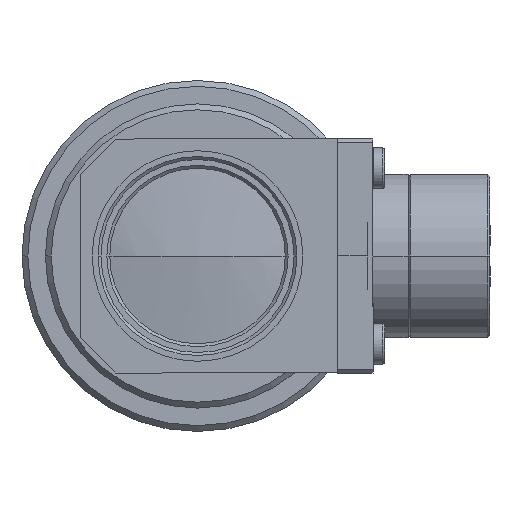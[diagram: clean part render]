
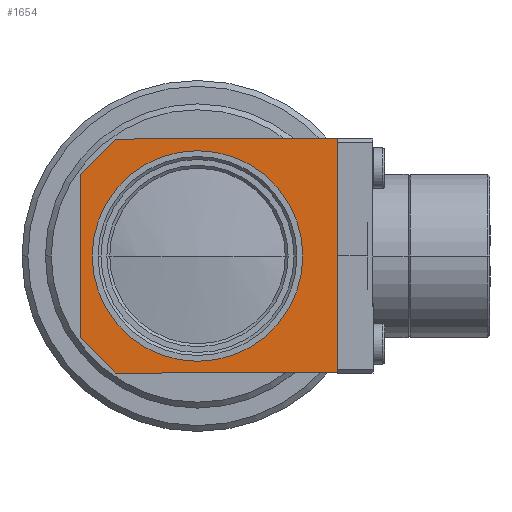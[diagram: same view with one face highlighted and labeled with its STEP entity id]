
A CAD part, left-side view. The second image highlights one B-rep face of the part: STEP entity #1654.
In plain terms, the highlighted planar face has unit normal (-1, 0, 0).
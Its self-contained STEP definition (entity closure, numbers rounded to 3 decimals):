
#481 = CIRCLE ( 'NONE', #1154, 9. ) ;
#502 = LINE ( 'NONE', #3381, #4109 ) ;
#603 = CARTESIAN_POINT ( 'NONE',  ( -83.4, -9., 0. ) ) ;
#626 = EDGE_CURVE ( 'NONE', #4163, #3361, #1305, .T. ) ;
#793 = CARTESIAN_POINT ( 'NONE',  ( -83.4, 7., 10. ) ) ;
#995 = DIRECTION ( 'NONE',  ( 0., -0.707, -0.707 ) ) ;
#1154 = AXIS2_PLACEMENT_3D ( 'NONE', #3414, #1306, #3777 ) ;
#1243 = CARTESIAN_POINT ( 'NONE',  ( -83.4, 10., -7. ) ) ;
#1255 = CARTESIAN_POINT ( 'NONE',  ( -83.4, 10., 7. ) ) ;
#1305 = LINE ( 'NONE', #1808, #3287 ) ;
#1306 = DIRECTION ( 'NONE',  ( 1., 0., 0. ) ) ;
#1354 = VECTOR ( 'NONE', #2551, 1000. ) ;
#1543 = DIRECTION ( 'NONE',  ( 0., 0., 1. ) ) ;
#1639 = CARTESIAN_POINT ( 'NONE',  ( -83.4, 7., -10. ) ) ;
#1645 = FACE_BOUND ( 'NONE', #3789, .T. ) ;
#1654 = ADVANCED_FACE ( 'NONE', ( #1645, #3756 ), #2941, .F. ) ;
#1705 = CARTESIAN_POINT ( 'NONE',  ( -83.4, -12., -10. ) ) ;
#1806 = VECTOR ( 'NONE', #2867, 1000. ) ;
#1808 = CARTESIAN_POINT ( 'NONE',  ( -83.4, -12., 0. ) ) ;
#1835 = AXIS2_PLACEMENT_3D ( 'NONE', #3966, #1867, #4322 ) ;
#1854 = VERTEX_POINT ( 'NONE', #1255 ) ;
#1859 = CARTESIAN_POINT ( 'NONE',  ( -83.4, 0., -10. ) ) ;
#1867 = DIRECTION ( 'NONE',  ( 1., 0., 0. ) ) ;
#1896 = CARTESIAN_POINT ( 'NONE',  ( -83.4, 0., 0. ) ) ;
#1904 = LINE ( 'NONE', #1859, #3665 ) ;
#1938 = VERTEX_POINT ( 'NONE', #1639 ) ;
#2039 = EDGE_LOOP ( 'NONE', ( #4108, #2254, #3256, #3523, #3231, #2191 ) ) ;
#2060 = LINE ( 'NONE', #2198, #1354 ) ;
#2104 = EDGE_CURVE ( 'NONE', #3567, #3886, #3597, .T. ) ;
#2112 = CARTESIAN_POINT ( 'NONE',  ( -83.4, -12., 10. ) ) ;
#2191 = ORIENTED_EDGE ( 'NONE', *, *, #3615, .T. ) ;
#2198 = CARTESIAN_POINT ( 'NONE',  ( -83.4, 10., 0. ) ) ;
#2254 = ORIENTED_EDGE ( 'NONE', *, *, #626, .T. ) ;
#2433 = VECTOR ( 'NONE', #3033, 1000. ) ;
#2537 = DIRECTION ( 'NONE',  ( 0., -1., 0. ) ) ;
#2551 = DIRECTION ( 'NONE',  ( 0., 0., -1. ) ) ;
#2627 = VERTEX_POINT ( 'NONE', #793 ) ;
#2662 = EDGE_CURVE ( 'NONE', #1938, #4163, #1904, .T. ) ;
#2681 = AXIS2_PLACEMENT_3D ( 'NONE', #1896, #3667, #1543 ) ;
#2867 = DIRECTION ( 'NONE',  ( 0., 1., 0. ) ) ;
#2941 = PLANE ( 'NONE',  #2681 ) ;
#3033 = DIRECTION ( 'NONE',  ( 0., -0.707, 0.707 ) ) ;
#3034 = EDGE_CURVE ( 'NONE', #3361, #2627, #3676, .T. ) ;
#3128 = EDGE_CURVE ( 'NONE', #1854, #4262, #2060, .T. ) ;
#3231 = ORIENTED_EDGE ( 'NONE', *, *, #3128, .T. ) ;
#3256 = ORIENTED_EDGE ( 'NONE', *, *, #3034, .T. ) ;
#3258 = ORIENTED_EDGE ( 'NONE', *, *, #2104, .T. ) ;
#3287 = VECTOR ( 'NONE', #4260, 1000. ) ;
#3361 = VERTEX_POINT ( 'NONE', #2112 ) ;
#3381 = CARTESIAN_POINT ( 'NONE',  ( -83.4, 8.5, -8.5 ) ) ;
#3391 = CARTESIAN_POINT ( 'NONE',  ( -83.4, 8.5, 8.5 ) ) ;
#3414 = CARTESIAN_POINT ( 'NONE',  ( -83.4, 0., 0. ) ) ;
#3523 = ORIENTED_EDGE ( 'NONE', *, *, #4299, .F. ) ;
#3567 = VERTEX_POINT ( 'NONE', #603 ) ;
#3597 = CIRCLE ( 'NONE', #1835, 9. ) ;
#3615 = EDGE_CURVE ( 'NONE', #4262, #1938, #502, .T. ) ;
#3665 = VECTOR ( 'NONE', #2537, 1000. ) ;
#3667 = DIRECTION ( 'NONE',  ( 1., 0., 0. ) ) ;
#3676 = LINE ( 'NONE', #3907, #1806 ) ;
#3756 = FACE_OUTER_BOUND ( 'NONE', #2039, .T. ) ;
#3777 = DIRECTION ( 'NONE',  ( 0., 0., -1. ) ) ;
#3789 = EDGE_LOOP ( 'NONE', ( #3258, #3903 ) ) ;
#3886 = VERTEX_POINT ( 'NONE', #4326 ) ;
#3903 = ORIENTED_EDGE ( 'NONE', *, *, #4321, .T. ) ;
#3907 = CARTESIAN_POINT ( 'NONE',  ( -83.4, 0., 10. ) ) ;
#3966 = CARTESIAN_POINT ( 'NONE',  ( -83.4, 0., 0. ) ) ;
#4108 = ORIENTED_EDGE ( 'NONE', *, *, #2662, .T. ) ;
#4109 = VECTOR ( 'NONE', #995, 1000. ) ;
#4163 = VERTEX_POINT ( 'NONE', #1705 ) ;
#4260 = DIRECTION ( 'NONE',  ( 0., 0., 1. ) ) ;
#4262 = VERTEX_POINT ( 'NONE', #1243 ) ;
#4299 = EDGE_CURVE ( 'NONE', #1854, #2627, #4302, .T. ) ;
#4302 = LINE ( 'NONE', #3391, #2433 ) ;
#4321 = EDGE_CURVE ( 'NONE', #3886, #3567, #481, .T. ) ;
#4322 = DIRECTION ( 'NONE',  ( 0., 0., -1. ) ) ;
#4326 = CARTESIAN_POINT ( 'NONE',  ( -83.4, 9., 0. ) ) ;
